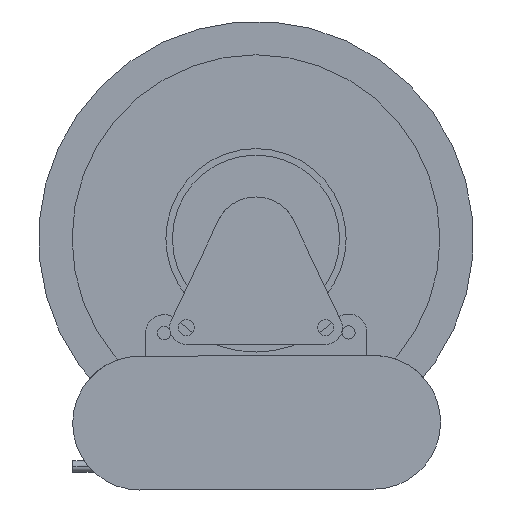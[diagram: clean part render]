
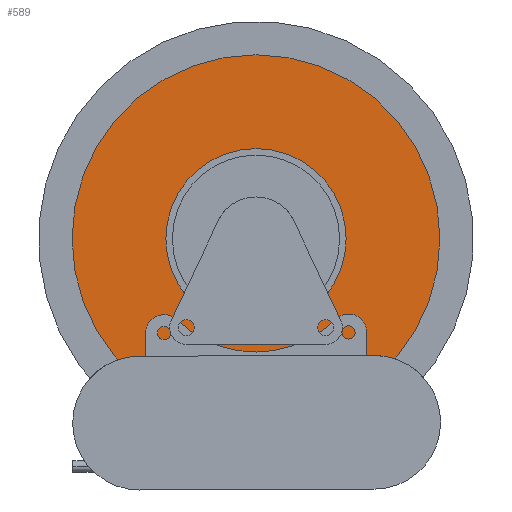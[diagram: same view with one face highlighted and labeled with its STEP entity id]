
A CAD part, left-side view. The second image highlights one B-rep face of the part: STEP entity #589.
In plain terms, the highlighted face is planar.
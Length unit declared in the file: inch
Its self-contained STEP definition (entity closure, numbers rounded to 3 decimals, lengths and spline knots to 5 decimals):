
#43 = EDGE_LOOP ( 'NONE', ( #1192, #578 ) ) ;
#63 = AXIS2_PLACEMENT_3D ( 'NONE', #1072, #2422, #118 ) ;
#118 = DIRECTION ( 'NONE',  ( -1., 0., 0. ) ) ;
#196 = EDGE_CURVE ( 'NONE', #1943, #1124, #1560, .T. ) ;
#288 = DIRECTION ( 'NONE',  ( -1., 0., 0. ) ) ;
#300 = DIRECTION ( 'NONE',  ( 0., 0., -1. ) ) ;
#313 = DIRECTION ( 'NONE',  ( -1., 0., 0. ) ) ;
#399 = CIRCLE ( 'NONE', #675, 5.5 ) ;
#413 = AXIS2_PLACEMENT_3D ( 'NONE', #504, #1664, #313 ) ;
#416 = DIRECTION ( 'NONE',  ( 0., 0., -1. ) ) ;
#496 = CARTESIAN_POINT ( 'NONE',  ( -5.5, 0., 0. ) ) ;
#497 = EDGE_CURVE ( 'NONE', #1124, #1943, #1229, .T. ) ;
#504 = CARTESIAN_POINT ( 'NONE',  ( 0., 0., 0. ) ) ;
#578 = ORIENTED_EDGE ( 'NONE', *, *, #1232, .T. ) ;
#589 = ADVANCED_FACE ( 'NONE', ( #1812, #1045 ), #658, .T. ) ;
#658 = PLANE ( 'NONE',  #1730 ) ;
#675 = AXIS2_PLACEMENT_3D ( 'NONE', #1657, #300, #1463 ) ;
#687 = AXIS2_PLACEMENT_3D ( 'NONE', #1573, #416, #1778 ) ;
#732 = CARTESIAN_POINT ( 'NONE',  ( 2.694, 0., 0. ) ) ;
#1045 = FACE_BOUND ( 'NONE', #2037, .T. ) ;
#1049 = CARTESIAN_POINT ( 'NONE',  ( 0., 2.694, 0. ) ) ;
#1072 = CARTESIAN_POINT ( 'NONE',  ( 0., 0., 0. ) ) ;
#1089 = ORIENTED_EDGE ( 'NONE', *, *, #196, .F. ) ;
#1124 = VERTEX_POINT ( 'NONE', #732 ) ;
#1190 = EDGE_CURVE ( 'NONE', #1260, #2012, #1896, .T. ) ;
#1192 = ORIENTED_EDGE ( 'NONE', *, *, #1190, .T. ) ;
#1229 = CIRCLE ( 'NONE', #687, 2.694 ) ;
#1232 = EDGE_CURVE ( 'NONE', #2012, #1260, #399, .T. ) ;
#1260 = VERTEX_POINT ( 'NONE', #496 ) ;
#1383 = CARTESIAN_POINT ( 'NONE',  ( -2.694, 0., 0. ) ) ;
#1442 = DIRECTION ( 'NONE',  ( 0., 0., -1. ) ) ;
#1463 = DIRECTION ( 'NONE',  ( -1., 0., 0. ) ) ;
#1560 = CIRCLE ( 'NONE', #63, 2.694 ) ;
#1573 = CARTESIAN_POINT ( 'NONE',  ( 0., 0., 0. ) ) ;
#1657 = CARTESIAN_POINT ( 'NONE',  ( 0., 0., 0. ) ) ;
#1664 = DIRECTION ( 'NONE',  ( 0., 0., -1. ) ) ;
#1730 = AXIS2_PLACEMENT_3D ( 'NONE', #1049, #1442, #288 ) ;
#1756 = ORIENTED_EDGE ( 'NONE', *, *, #497, .F. ) ;
#1778 = DIRECTION ( 'NONE',  ( -1., 0., 0. ) ) ;
#1812 = FACE_OUTER_BOUND ( 'NONE', #43, .T. ) ;
#1896 = CIRCLE ( 'NONE', #413, 5.5 ) ;
#1943 = VERTEX_POINT ( 'NONE', #1383 ) ;
#2012 = VERTEX_POINT ( 'NONE', #2490 ) ;
#2037 = EDGE_LOOP ( 'NONE', ( #1089, #1756 ) ) ;
#2422 = DIRECTION ( 'NONE',  ( 0., 0., -1. ) ) ;
#2490 = CARTESIAN_POINT ( 'NONE',  ( 5.5, 0., 0. ) ) ;
